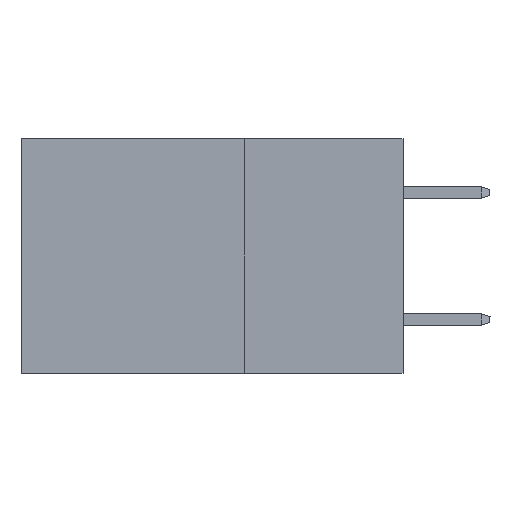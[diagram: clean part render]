
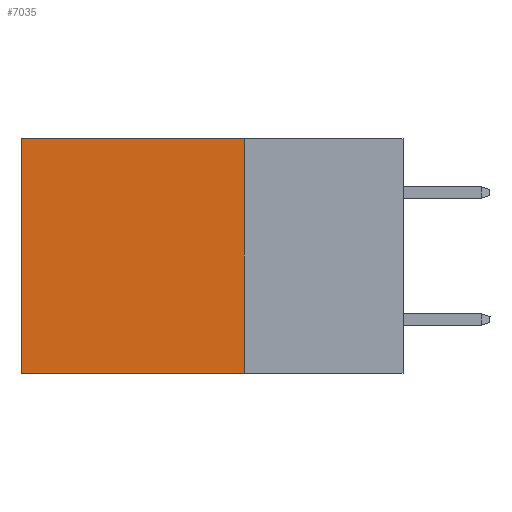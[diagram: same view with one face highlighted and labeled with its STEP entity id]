
A CAD part, left-side view. The second image highlights one B-rep face of the part: STEP entity #7035.
In plain terms, the highlighted planar face has unit normal (-1, 0, 0).
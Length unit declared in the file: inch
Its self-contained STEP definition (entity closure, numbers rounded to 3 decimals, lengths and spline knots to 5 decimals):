
#269 = DIRECTION ( 'NONE',  ( 0., 1., 0. ) ) ;
#1732 = DIRECTION ( 'NONE',  ( 0., 1., 0. ) ) ;
#2321 = ORIENTED_EDGE ( 'NONE', *, *, #2373, .T. ) ;
#2373 = EDGE_CURVE ( 'NONE', #29214, #2467, #17072, .T. ) ;
#2467 = VERTEX_POINT ( 'NONE', #3917 ) ;
#2508 = ORIENTED_EDGE ( 'NONE', *, *, #2764, .T. ) ;
#2764 = EDGE_CURVE ( 'NONE', #18392, #29214, #23661, .T. ) ;
#2779 = EDGE_CURVE ( 'NONE', #18392, #3005, #4966, .T. ) ;
#3005 = VERTEX_POINT ( 'NONE', #29655 ) ;
#3917 = CARTESIAN_POINT ( 'NONE',  ( 0.2875, 0.6, -0.37 ) ) ;
#4966 = LINE ( 'NONE', #25764, #25489 ) ;
#5061 = CARTESIAN_POINT ( 'NONE',  ( 0.2875, 0.6, 0. ) ) ;
#5328 = DIRECTION ( 'NONE',  ( 1., 0., 0. ) ) ;
#5603 = CARTESIAN_POINT ( 'NONE',  ( 0.2875, 0.6, 0. ) ) ;
#6420 = CARTESIAN_POINT ( 'NONE',  ( 0.2875, 0.25, -0.37 ) ) ;
#7035 = ADVANCED_FACE ( 'NONE', ( #10157 ), #9545, .F. ) ;
#7728 = DIRECTION ( 'NONE',  ( 0., 0., -1. ) ) ;
#9545 = PLANE ( 'NONE',  #16238 ) ;
#9991 = ORIENTED_EDGE ( 'NONE', *, *, #14740, .F. ) ;
#10157 = FACE_OUTER_BOUND ( 'NONE', #10365, .T. ) ;
#10365 = EDGE_LOOP ( 'NONE', ( #2321, #9991, #22525, #2508 ) ) ;
#11406 = LINE ( 'NONE', #6420, #24658 ) ;
#11551 = CARTESIAN_POINT ( 'NONE',  ( 0.2875, 0.25, 0. ) ) ;
#12057 = DIRECTION ( 'NONE',  ( 0., 0., -1. ) ) ;
#14181 = CARTESIAN_POINT ( 'NONE',  ( 0.2875, 0.25, 0. ) ) ;
#14740 = EDGE_CURVE ( 'NONE', #3005, #2467, #11406, .T. ) ;
#16238 = AXIS2_PLACEMENT_3D ( 'NONE', #21164, #5328, #19347 ) ;
#17072 = LINE ( 'NONE', #5603, #29602 ) ;
#18392 = VERTEX_POINT ( 'NONE', #11551 ) ;
#19347 = DIRECTION ( 'NONE',  ( 0., 0., -1. ) ) ;
#21164 = CARTESIAN_POINT ( 'NONE',  ( 0.2875, 0.25, 0. ) ) ;
#21658 = VECTOR ( 'NONE', #269, 39.37008 ) ;
#22525 = ORIENTED_EDGE ( 'NONE', *, *, #2779, .F. ) ;
#23661 = LINE ( 'NONE', #14181, #21658 ) ;
#24658 = VECTOR ( 'NONE', #1732, 39.37008 ) ;
#25489 = VECTOR ( 'NONE', #12057, 39.37008 ) ;
#25764 = CARTESIAN_POINT ( 'NONE',  ( 0.2875, 0.25, 0. ) ) ;
#29214 = VERTEX_POINT ( 'NONE', #5061 ) ;
#29602 = VECTOR ( 'NONE', #7728, 39.37008 ) ;
#29655 = CARTESIAN_POINT ( 'NONE',  ( 0.2875, 0.25, -0.37 ) ) ;
